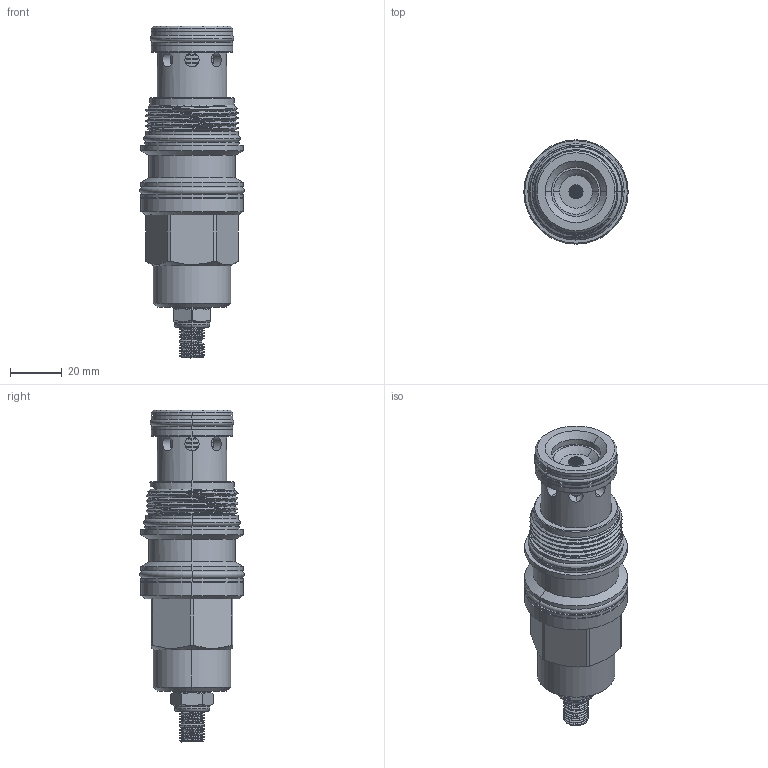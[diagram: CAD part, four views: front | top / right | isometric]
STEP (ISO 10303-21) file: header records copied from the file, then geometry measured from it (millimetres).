
FILE_DESCRIPTION (( 'STEP AP203' ), '1' );
FILE_NAME ('SQ17A30-L.STEP', '2020-03-25T02:16:41', ( '' ), ( '' ), 'SwSTEP 2.0', 'SolidWorks 2018', '' );
FILE_SCHEMA (( 'CONFIG_CONTROL_DESIGN' ));
Products named in the file (1): SQ17A30-L
Bounding box: 40.39 x 40.39 x 128.6 mm (x, y, z)
Volume: 91669.5 mm3; surface area: 23438.7 mm2
Topology: 7 solids, 10 shells, 801 faces, 2265 edges, 1416 vertices
Faces by surface type: cylinder 618, plane 77, cone 51, torus 42, bspline 9, sphere 4
Entity records: 57926 total; most frequent: CARTESIAN_POINT 38165, ORIENTED_EDGE 4526, DIRECTION 3274, EDGE_CURVE 2263, VERTEX_POINT 1416, AXIS2_PLACEMENT_3D 1304, EDGE_LOOP 1211, B_SPLINE_CURVE_WITH_KNOTS 1021
